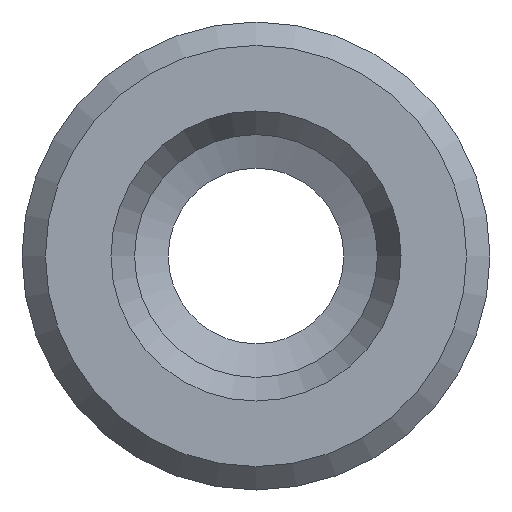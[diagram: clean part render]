
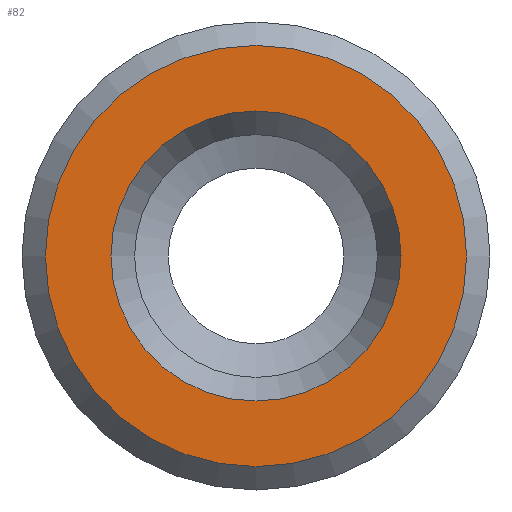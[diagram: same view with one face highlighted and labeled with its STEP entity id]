
A CAD part, front view. The second image highlights one B-rep face of the part: STEP entity #82.
In plain terms, the highlighted planar face has unit normal (0, -1, 0).
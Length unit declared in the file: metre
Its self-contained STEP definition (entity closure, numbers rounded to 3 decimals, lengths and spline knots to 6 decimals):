
#82 = ADVANCED_FACE( 'NONE', ( #187, #188 ), #189, .T. );
#187 = FACE_OUTER_BOUND( '', #314, .T. );
#188 = FACE_BOUND( '', #315, .T. );
#189 = PLANE( '', #316 );
#314 = EDGE_LOOP( '', ( #463 ) );
#315 = EDGE_LOOP( '', ( #464 ) );
#316 = AXIS2_PLACEMENT_3D( '', #465, #466, #467 );
#463 = ORIENTED_EDGE( '', *, *, #594, .F. );
#464 = ORIENTED_EDGE( '', *, *, #595, .T. );
#465 = CARTESIAN_POINT( '', ( -0.0036, -0.0135, 0. ) );
#466 = DIRECTION( '', ( 0., -1., 0. ) );
#467 = DIRECTION( '', ( 0., 0., -1. ) );
#594 = EDGE_CURVE( 'NONE', #675, #675, #676, .T. );
#595 = EDGE_CURVE( 'NONE', #677, #677, #678, .T. );
#675 = VERTEX_POINT( '', #765 );
#676 = CIRCLE( '', #766, 0.0036 );
#677 = VERTEX_POINT( '', #767 );
#678 = CIRCLE( '', #768, 0.002479 );
#765 = CARTESIAN_POINT( '', ( 0., -0.0135, -0.0036 ) );
#766 = AXIS2_PLACEMENT_3D( '', #861, #862, #863 );
#767 = CARTESIAN_POINT( '', ( 0., -0.0135, -0.002479 ) );
#768 = AXIS2_PLACEMENT_3D( '', #864, #865, #866 );
#861 = CARTESIAN_POINT( '', ( 0., -0.0135, 0. ) );
#862 = DIRECTION( '', ( 0., 1., 0. ) );
#863 = DIRECTION( '', ( 0., 0., -1. ) );
#864 = CARTESIAN_POINT( '', ( 0., -0.0135, 0. ) );
#865 = DIRECTION( '', ( 0., 1., 0. ) );
#866 = DIRECTION( '', ( 0., 0., -1. ) );
